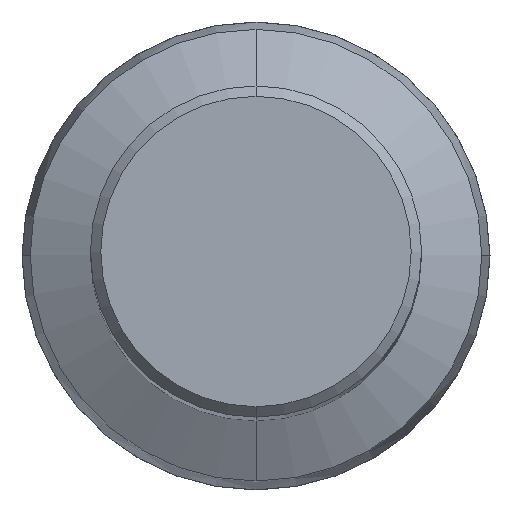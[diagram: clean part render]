
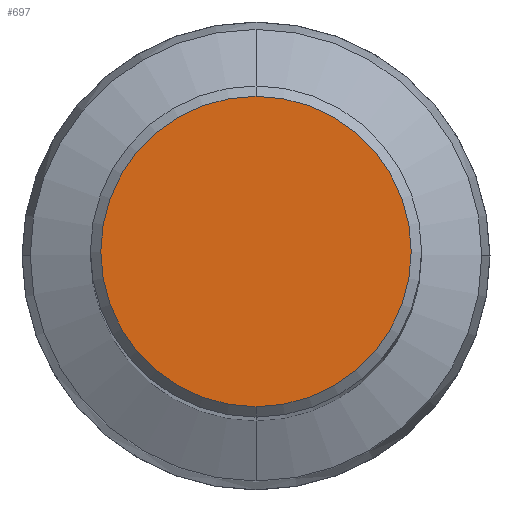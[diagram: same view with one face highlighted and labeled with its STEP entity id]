
A CAD part, top view. The second image highlights one B-rep face of the part: STEP entity #697.
In plain terms, the highlighted planar face has unit normal (0, 0, 1).
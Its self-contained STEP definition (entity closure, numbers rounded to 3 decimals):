
#321=VERTEX_POINT('',#823);
#387=EDGE_CURVE('',#725,#321,#896,.T.);
#641=EDGE_CURVE('',#321,#725,#1172,.T.);
#697=ADVANCED_FACE('',(#1231),#1232,.T.);
#725=VERTEX_POINT('',#1263);
#823=CARTESIAN_POINT('',(0.,-15.0,0.0));
#896=CIRCLE('',#1534,15.0);
#1172=CIRCLE('',#2095,15.0);
#1231=FACE_OUTER_BOUND('',#2184,.T.);
#1232=PLANE('',#2185);
#1263=CARTESIAN_POINT('',(0.0,15.0,0.0));
#1534=AXIS2_PLACEMENT_3D('',#2415,#2416,#2417);
#2095=AXIS2_PLACEMENT_3D('',#2772,#2773,#2774);
#2184=EDGE_LOOP('',(#2840,#2841));
#2185=AXIS2_PLACEMENT_3D('',#2842,#2843,#2844);
#2415=CARTESIAN_POINT('',(0.0,0.0,0.0));
#2416=DIRECTION('',(0.0,0.0,-1.0));
#2417=DIRECTION('',(0.0,1.0,0.0));
#2772=CARTESIAN_POINT('',(0.0,0.0,0.0));
#2773=DIRECTION('',(0.0,0.0,-1.0));
#2774=DIRECTION('',(0.0,1.0,0.0));
#2840=ORIENTED_EDGE('',*,*,#387,.F.);
#2841=ORIENTED_EDGE('',*,*,#641,.F.);
#2842=CARTESIAN_POINT('',(0.0,7.5,0.0));
#2843=DIRECTION('',(-0.0,0.0,1.0));
#2844=DIRECTION('',(0.0,-1.0,0.0));
